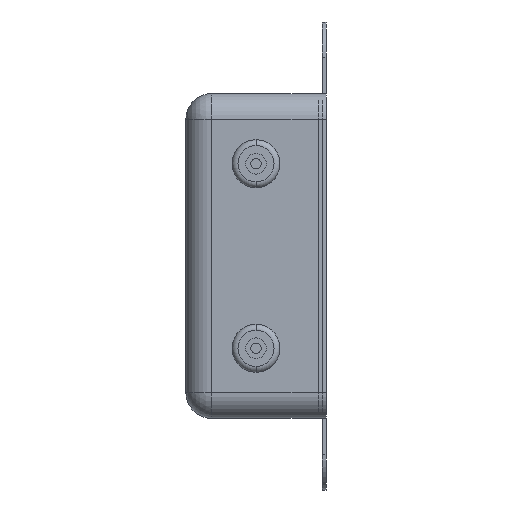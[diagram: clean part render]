
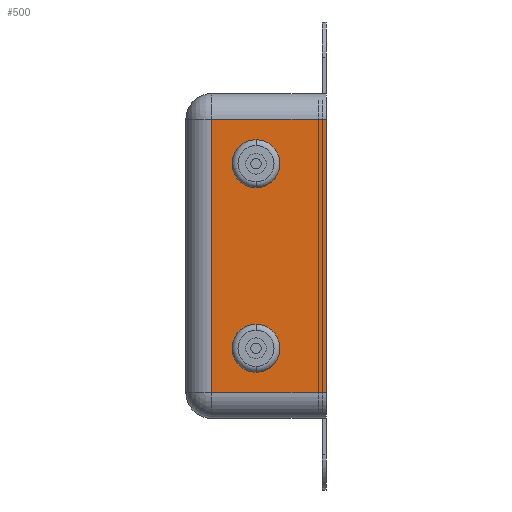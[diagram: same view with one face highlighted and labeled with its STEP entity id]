
A CAD part, left-side view. The second image highlights one B-rep face of the part: STEP entity #500.
In plain terms, the highlighted planar face has unit normal (-1, 0, 0).
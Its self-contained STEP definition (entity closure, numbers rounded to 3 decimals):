
#24 = EDGE_CURVE ( 'NONE', #303, #2315, #3802, .T. ) ;
#52 = DIRECTION ( 'NONE',  ( 0., 1., 0. ) ) ;
#78 = VERTEX_POINT ( 'NONE', #986 ) ;
#102 = CARTESIAN_POINT ( 'NONE',  ( -16.25, 19., -18.5 ) ) ;
#156 = VECTOR ( 'NONE', #1930, 1000. ) ;
#285 = CARTESIAN_POINT ( 'NONE',  ( -16.25, 9.5, 12.5 ) ) ;
#288 = EDGE_CURVE ( 'NONE', #3168, #2908, #1040, .T. ) ;
#294 = CARTESIAN_POINT ( 'NONE',  ( -16.25, 15.5, -18.5 ) ) ;
#303 = VERTEX_POINT ( 'NONE', #1985 ) ;
#451 = FACE_OUTER_BOUND ( 'NONE', #736, .T. ) ;
#500 = ADVANCED_FACE ( 'NONE', ( #3613, #2022, #451 ), #3086, .F. ) ;
#552 = DIRECTION ( 'NONE',  ( 1., 0., 0. ) ) ;
#558 = EDGE_CURVE ( 'NONE', #2315, #303, #1983, .T. ) ;
#736 = EDGE_LOOP ( 'NONE', ( #3464, #1303, #2822, #1843 ) ) ;
#759 = EDGE_LOOP ( 'NONE', ( #3000, #2652 ) ) ;
#941 = LINE ( 'NONE', #3409, #156 ) ;
#986 = CARTESIAN_POINT ( 'NONE',  ( -16.25, 15.5, 18.5 ) ) ;
#1040 = CIRCLE ( 'NONE', #2712, 3.25 ) ;
#1120 = DIRECTION ( 'NONE',  ( 1., 0., 0. ) ) ;
#1141 = EDGE_CURVE ( 'NONE', #1786, #78, #3574, .T. ) ;
#1167 = CARTESIAN_POINT ( 'NONE',  ( -16.25, 9.5, 12.5 ) ) ;
#1303 = ORIENTED_EDGE ( 'NONE', *, *, #1141, .T. ) ;
#1367 = CARTESIAN_POINT ( 'NONE',  ( -16.25, 0., -18.5 ) ) ;
#1464 = DIRECTION ( 'NONE',  ( 0., 0., 1. ) ) ;
#1654 = EDGE_CURVE ( 'NONE', #3353, #1786, #3863, .T. ) ;
#1726 = DIRECTION ( 'NONE',  ( 0., 0., -1. ) ) ;
#1742 = AXIS2_PLACEMENT_3D ( 'NONE', #1167, #552, #3122 ) ;
#1745 = DIRECTION ( 'NONE',  ( 0., 0., -1. ) ) ;
#1786 = VERTEX_POINT ( 'NONE', #2011 ) ;
#1829 = CARTESIAN_POINT ( 'NONE',  ( -16.25, 19., 18.5 ) ) ;
#1843 = ORIENTED_EDGE ( 'NONE', *, *, #3054, .T. ) ;
#1849 = ORIENTED_EDGE ( 'NONE', *, *, #24, .T. ) ;
#1911 = CARTESIAN_POINT ( 'NONE',  ( -16.25, 19., -22. ) ) ;
#1930 = DIRECTION ( 'NONE',  ( 0., 0., -1. ) ) ;
#1955 = VECTOR ( 'NONE', #2168, 1000. ) ;
#1979 = CIRCLE ( 'NONE', #2516, 3.25 ) ;
#1983 = CIRCLE ( 'NONE', #2988, 3.25 ) ;
#1985 = CARTESIAN_POINT ( 'NONE',  ( -16.25, 9.5, 15.75 ) ) ;
#2011 = CARTESIAN_POINT ( 'NONE',  ( -16.25, 0., 18.5 ) ) ;
#2022 = FACE_BOUND ( 'NONE', #2582, .T. ) ;
#2168 = DIRECTION ( 'NONE',  ( 0., -1., 0. ) ) ;
#2315 = VERTEX_POINT ( 'NONE', #2683 ) ;
#2323 = CARTESIAN_POINT ( 'NONE',  ( -16.25, 9.5, -12.5 ) ) ;
#2424 = VERTEX_POINT ( 'NONE', #294 ) ;
#2445 = DIRECTION ( 'NONE',  ( 0., 0., -1. ) ) ;
#2491 = CARTESIAN_POINT ( 'NONE',  ( -16.25, 9.5, -15.75 ) ) ;
#2516 = AXIS2_PLACEMENT_3D ( 'NONE', #2323, #3544, #1745 ) ;
#2519 = CARTESIAN_POINT ( 'NONE',  ( -16.25, 0., -22. ) ) ;
#2537 = CARTESIAN_POINT ( 'NONE',  ( -16.25, 9.5, -9.25 ) ) ;
#2582 = EDGE_LOOP ( 'NONE', ( #2945, #1849 ) ) ;
#2652 = ORIENTED_EDGE ( 'NONE', *, *, #3748, .T. ) ;
#2683 = CARTESIAN_POINT ( 'NONE',  ( -16.25, 9.5, 9.25 ) ) ;
#2712 = AXIS2_PLACEMENT_3D ( 'NONE', #3524, #2909, #1726 ) ;
#2742 = LINE ( 'NONE', #102, #1955 ) ;
#2822 = ORIENTED_EDGE ( 'NONE', *, *, #3372, .T. ) ;
#2908 = VERTEX_POINT ( 'NONE', #2537 ) ;
#2909 = DIRECTION ( 'NONE',  ( 1., 0., 0. ) ) ;
#2945 = ORIENTED_EDGE ( 'NONE', *, *, #558, .T. ) ;
#2988 = AXIS2_PLACEMENT_3D ( 'NONE', #285, #1120, #1464 ) ;
#3000 = ORIENTED_EDGE ( 'NONE', *, *, #288, .T. ) ;
#3054 = EDGE_CURVE ( 'NONE', #2424, #3353, #2742, .T. ) ;
#3086 = PLANE ( 'NONE',  #3529 ) ;
#3122 = DIRECTION ( 'NONE',  ( 0., 0., 1. ) ) ;
#3168 = VERTEX_POINT ( 'NONE', #2491 ) ;
#3353 = VERTEX_POINT ( 'NONE', #1367 ) ;
#3372 = EDGE_CURVE ( 'NONE', #78, #2424, #941, .T. ) ;
#3409 = CARTESIAN_POINT ( 'NONE',  ( -16.25, 15.5, -22. ) ) ;
#3432 = DIRECTION ( 'NONE',  ( 0., 0., 1. ) ) ;
#3464 = ORIENTED_EDGE ( 'NONE', *, *, #1654, .T. ) ;
#3485 = VECTOR ( 'NONE', #52, 1000. ) ;
#3524 = CARTESIAN_POINT ( 'NONE',  ( -16.25, 9.5, -12.5 ) ) ;
#3529 = AXIS2_PLACEMENT_3D ( 'NONE', #1911, #3666, #2445 ) ;
#3544 = DIRECTION ( 'NONE',  ( 1., 0., 0. ) ) ;
#3574 = LINE ( 'NONE', #1829, #3485 ) ;
#3613 = FACE_BOUND ( 'NONE', #759, .T. ) ;
#3666 = DIRECTION ( 'NONE',  ( 1., 0., 0. ) ) ;
#3677 = VECTOR ( 'NONE', #3432, 1000. ) ;
#3748 = EDGE_CURVE ( 'NONE', #2908, #3168, #1979, .T. ) ;
#3802 = CIRCLE ( 'NONE', #1742, 3.25 ) ;
#3863 = LINE ( 'NONE', #2519, #3677 ) ;
